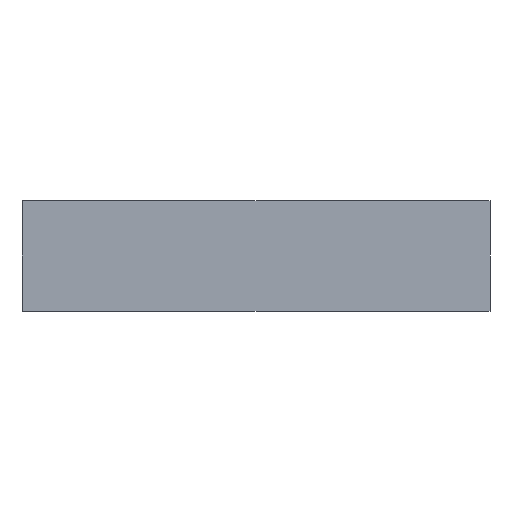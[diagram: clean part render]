
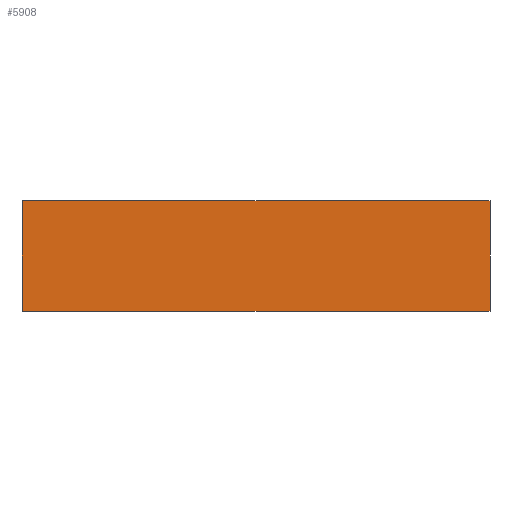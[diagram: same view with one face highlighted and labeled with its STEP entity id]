
A CAD part, front view. The second image highlights one B-rep face of the part: STEP entity #5908.
In plain terms, the highlighted planar face has unit normal (0, -1, 0).
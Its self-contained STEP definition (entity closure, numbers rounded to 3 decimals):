
#797 = CARTESIAN_POINT ( 'NONE',  ( 275., -15., -65. ) ) ;
#1392 = EDGE_CURVE ( 'NONE', #31163, #28645, #33167, .T. ) ;
#3874 = VECTOR ( 'NONE', #34415, 1000. ) ;
#3949 = EDGE_CURVE ( 'NONE', #28645, #34733, #26494, .T. ) ;
#5885 = ORIENTED_EDGE ( 'NONE', *, *, #1392, .T. ) ;
#5908 = ADVANCED_FACE ( 'NONE', ( #24293 ), #26615, .T. ) ;
#6273 = CARTESIAN_POINT ( 'NONE',  ( -275., -15., 65. ) ) ;
#6703 = CARTESIAN_POINT ( 'NONE',  ( 275., -15., 65. ) ) ;
#6806 = DIRECTION ( 'NONE',  ( 0., 0., -1. ) ) ;
#12004 = DIRECTION ( 'NONE',  ( -1., 0., 0. ) ) ;
#12549 = LINE ( 'NONE', #23475, #3874 ) ;
#13046 = VERTEX_POINT ( 'NONE', #797 ) ;
#13835 = EDGE_LOOP ( 'NONE', ( #32447, #27408, #20211, #5885 ) ) ;
#15005 = CARTESIAN_POINT ( 'NONE',  ( -275., -15., 65. ) ) ;
#16370 = VECTOR ( 'NONE', #18088, 1000. ) ;
#18088 = DIRECTION ( 'NONE',  ( 0., 0., -1. ) ) ;
#20211 = ORIENTED_EDGE ( 'NONE', *, *, #22758, .T. ) ;
#22312 = CARTESIAN_POINT ( 'NONE',  ( 275., -15., 65. ) ) ;
#22758 = EDGE_CURVE ( 'NONE', #13046, #31163, #23176, .T. ) ;
#22767 = VECTOR ( 'NONE', #31077, 1000. ) ;
#23176 = LINE ( 'NONE', #6703, #22767 ) ;
#23475 = CARTESIAN_POINT ( 'NONE',  ( -275., -15., -65. ) ) ;
#23656 = VECTOR ( 'NONE', #12004, 1000. ) ;
#24293 = FACE_OUTER_BOUND ( 'NONE', #13835, .T. ) ;
#26333 = CARTESIAN_POINT ( 'NONE',  ( -275., -15., 65. ) ) ;
#26494 = LINE ( 'NONE', #26333, #16370 ) ;
#26615 = PLANE ( 'NONE',  #27867 ) ;
#27408 = ORIENTED_EDGE ( 'NONE', *, *, #34674, .T. ) ;
#27867 = AXIS2_PLACEMENT_3D ( 'NONE', #34042, #35238, #6806 ) ;
#28323 = CARTESIAN_POINT ( 'NONE',  ( -275., -15., -65. ) ) ;
#28645 = VERTEX_POINT ( 'NONE', #15005 ) ;
#31077 = DIRECTION ( 'NONE',  ( 0., 0., 1. ) ) ;
#31163 = VERTEX_POINT ( 'NONE', #22312 ) ;
#32447 = ORIENTED_EDGE ( 'NONE', *, *, #3949, .T. ) ;
#33167 = LINE ( 'NONE', #6273, #23656 ) ;
#34042 = CARTESIAN_POINT ( 'NONE',  ( 0., -15., 0. ) ) ;
#34415 = DIRECTION ( 'NONE',  ( 1., 0., 0. ) ) ;
#34674 = EDGE_CURVE ( 'NONE', #34733, #13046, #12549, .T. ) ;
#34733 = VERTEX_POINT ( 'NONE', #28323 ) ;
#35238 = DIRECTION ( 'NONE',  ( 0., -1., 0. ) ) ;
